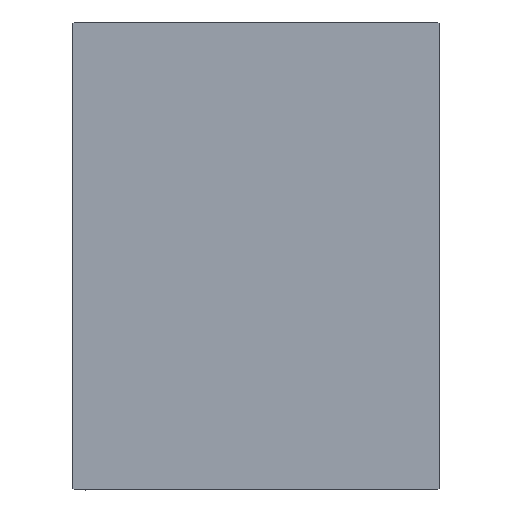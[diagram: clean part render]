
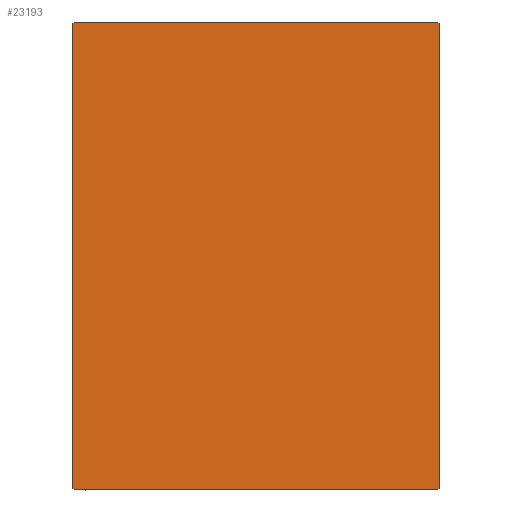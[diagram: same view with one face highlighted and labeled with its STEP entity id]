
A CAD part, left-side view. The second image highlights one B-rep face of the part: STEP entity #23193.
In plain terms, the highlighted face is planar.
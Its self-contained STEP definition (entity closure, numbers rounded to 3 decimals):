
#272 = ORIENTED_EDGE ( 'NONE', *, *, #38608, .T. ) ;
#424 = LINE ( 'NONE', #17205, #15612 ) ;
#920 = EDGE_CURVE ( 'NONE', #33047, #18639, #32206, .T. ) ;
#1798 = EDGE_CURVE ( 'NONE', #8048, #4467, #29440, .T. ) ;
#2098 = DIRECTION ( 'NONE',  ( 0., 0., -1. ) ) ;
#2808 = DIRECTION ( 'NONE',  ( 0., -0.707, 0.707 ) ) ;
#3157 = CARTESIAN_POINT ( 'NONE',  ( 108., -51.1, 51.1 ) ) ;
#3314 = CARTESIAN_POINT ( 'NONE',  ( 108., 44.7, 57.5 ) ) ;
#3676 = EDGE_CURVE ( 'NONE', #23572, #8048, #39724, .T. ) ;
#4096 = LINE ( 'NONE', #34574, #34425 ) ;
#4467 = VERTEX_POINT ( 'NONE', #19917 ) ;
#4761 = VECTOR ( 'NONE', #2808, 1000. ) ;
#5925 = AXIS2_PLACEMENT_3D ( 'NONE', #31722, #16035, #2098 ) ;
#5953 = CARTESIAN_POINT ( 'NONE',  ( 108., 44.7, -57.5 ) ) ;
#6878 = CARTESIAN_POINT ( 'NONE',  ( 108., 45., 57.2 ) ) ;
#7478 = DIRECTION ( 'NONE',  ( 0., 1., 0. ) ) ;
#8048 = VERTEX_POINT ( 'NONE', #36161 ) ;
#8109 = CARTESIAN_POINT ( 'NONE',  ( 108., -44.7, -57.5 ) ) ;
#10380 = CARTESIAN_POINT ( 'NONE',  ( 108., 45., -57.2 ) ) ;
#10603 = VECTOR ( 'NONE', #21960, 1000. ) ;
#11616 = CARTESIAN_POINT ( 'NONE',  ( 108., -45., -57.5 ) ) ;
#12983 = LINE ( 'NONE', #23203, #21948 ) ;
#13936 = DIRECTION ( 'NONE',  ( 0., 0.707, -0.707 ) ) ;
#14126 = DIRECTION ( 'NONE',  ( 0., 0.707, 0.707 ) ) ;
#14535 = VECTOR ( 'NONE', #32703, 1000. ) ;
#15355 = ORIENTED_EDGE ( 'NONE', *, *, #920, .T. ) ;
#15612 = VECTOR ( 'NONE', #13936, 1000. ) ;
#16035 = DIRECTION ( 'NONE',  ( 1., 0., 0. ) ) ;
#16103 = ORIENTED_EDGE ( 'NONE', *, *, #35352, .T. ) ;
#16409 = EDGE_CURVE ( 'NONE', #25919, #33047, #22392, .T. ) ;
#17205 = CARTESIAN_POINT ( 'NONE',  ( 108., -51.1, -51.1 ) ) ;
#18639 = VERTEX_POINT ( 'NONE', #3314 ) ;
#19555 = VERTEX_POINT ( 'NONE', #8109 ) ;
#19917 = CARTESIAN_POINT ( 'NONE',  ( 108., -45., -57.2 ) ) ;
#21514 = VECTOR ( 'NONE', #26895, 1000. ) ;
#21735 = VECTOR ( 'NONE', #7478, 1000. ) ;
#21948 = VECTOR ( 'NONE', #42586, 1000. ) ;
#21960 = DIRECTION ( 'NONE',  ( 0., 0., 1. ) ) ;
#22392 = LINE ( 'NONE', #25440, #10603 ) ;
#22836 = CARTESIAN_POINT ( 'NONE',  ( 108., 51.1, 51.1 ) ) ;
#23193 = ADVANCED_FACE ( 'NONE', ( #31926 ), #38466, .T. ) ;
#23203 = CARTESIAN_POINT ( 'NONE',  ( 108., 45., 57.5 ) ) ;
#23572 = VERTEX_POINT ( 'NONE', #35998 ) ;
#25082 = EDGE_LOOP ( 'NONE', ( #34823, #37080, #42677, #15355, #272, #35728, #34526, #16103 ) ) ;
#25440 = CARTESIAN_POINT ( 'NONE',  ( 108., 45., -57.5 ) ) ;
#25919 = VERTEX_POINT ( 'NONE', #10380 ) ;
#26895 = DIRECTION ( 'NONE',  ( 0., -0.707, -0.707 ) ) ;
#29440 = LINE ( 'NONE', #42499, #14535 ) ;
#29679 = EDGE_CURVE ( 'NONE', #19555, #39506, #40790, .T. ) ;
#31722 = CARTESIAN_POINT ( 'NONE',  ( 108., 0., 0. ) ) ;
#31926 = FACE_OUTER_BOUND ( 'NONE', #25082, .T. ) ;
#32206 = LINE ( 'NONE', #22836, #4761 ) ;
#32703 = DIRECTION ( 'NONE',  ( 0., 0., -1. ) ) ;
#33047 = VERTEX_POINT ( 'NONE', #6878 ) ;
#34425 = VECTOR ( 'NONE', #14126, 1000. ) ;
#34526 = ORIENTED_EDGE ( 'NONE', *, *, #1798, .T. ) ;
#34574 = CARTESIAN_POINT ( 'NONE',  ( 108., 51.1, -51.1 ) ) ;
#34823 = ORIENTED_EDGE ( 'NONE', *, *, #29679, .T. ) ;
#35352 = EDGE_CURVE ( 'NONE', #4467, #19555, #424, .T. ) ;
#35728 = ORIENTED_EDGE ( 'NONE', *, *, #3676, .T. ) ;
#35998 = CARTESIAN_POINT ( 'NONE',  ( 108., -44.7, 57.5 ) ) ;
#36161 = CARTESIAN_POINT ( 'NONE',  ( 108., -45., 57.2 ) ) ;
#37080 = ORIENTED_EDGE ( 'NONE', *, *, #41654, .T. ) ;
#38466 = PLANE ( 'NONE',  #5925 ) ;
#38608 = EDGE_CURVE ( 'NONE', #18639, #23572, #12983, .T. ) ;
#39506 = VERTEX_POINT ( 'NONE', #5953 ) ;
#39724 = LINE ( 'NONE', #3157, #21514 ) ;
#40790 = LINE ( 'NONE', #11616, #21735 ) ;
#41654 = EDGE_CURVE ( 'NONE', #39506, #25919, #4096, .T. ) ;
#42499 = CARTESIAN_POINT ( 'NONE',  ( 108., -45., 57.5 ) ) ;
#42586 = DIRECTION ( 'NONE',  ( 0., -1., 0. ) ) ;
#42677 = ORIENTED_EDGE ( 'NONE', *, *, #16409, .T. ) ;
